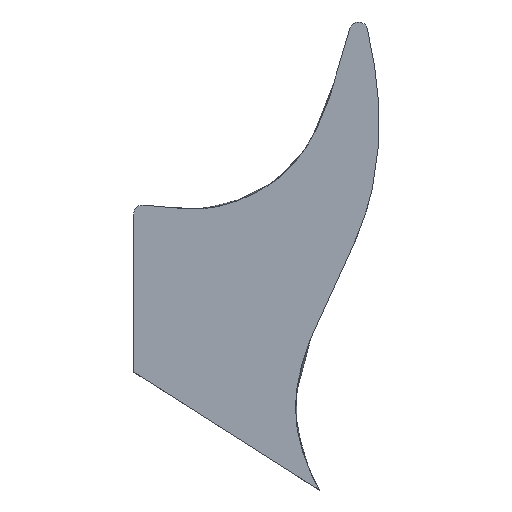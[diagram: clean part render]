
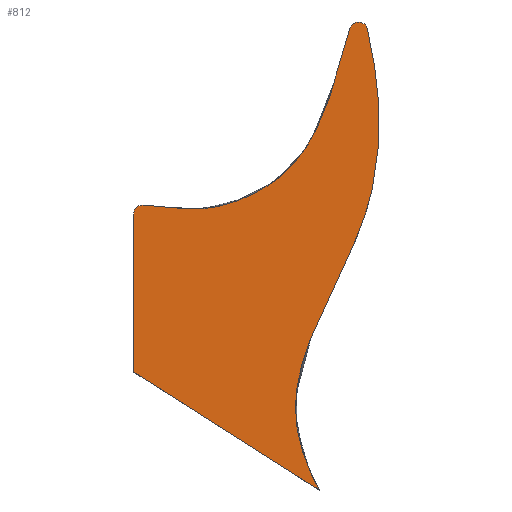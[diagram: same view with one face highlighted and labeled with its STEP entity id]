
A CAD part, top view. The second image highlights one B-rep face of the part: STEP entity #812.
In plain terms, the highlighted planar face has unit normal (0, 0, 1).
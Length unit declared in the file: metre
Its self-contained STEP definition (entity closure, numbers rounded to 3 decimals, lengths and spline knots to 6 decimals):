
#21=PLANE('',#887);
#49=CIRCLE('',#882,0.003);
#51=CIRCLE('',#885,0.003);
#89=B_SPLINE_CURVE_WITH_KNOTS('',3,(#1176,#1177,#1178,#1179,#1180,#1181,
#1182),.UNSPECIFIED.,.F.,.F.,(4,1,1,1,4),(0.,0.331899,0.593757,
0.800045,1.),.UNSPECIFIED.);
#100=B_SPLINE_CURVE_WITH_KNOTS('',3,(#1495,#1496,#1497,#1498,#1499,#1500),
 .UNSPECIFIED.,.F.,.F.,(4,1,1,4),(0.,0.422939,0.719052,
1.),.UNSPECIFIED.);
#200=ORIENTED_EDGE('',*,*,#359,.F.);
#201=ORIENTED_EDGE('',*,*,#374,.T.);
#202=ORIENTED_EDGE('',*,*,#342,.T.);
#203=ORIENTED_EDGE('',*,*,#406,.T.);
#204=ORIENTED_EDGE('',*,*,#402,.T.);
#205=ORIENTED_EDGE('',*,*,#404,.T.);
#342=EDGE_CURVE('',#453,#455,#89,.T.);
#359=EDGE_CURVE('',#471,#472,#544,.T.);
#374=EDGE_CURVE('',#471,#453,#555,.T.);
#402=EDGE_CURVE('',#503,#502,#100,.T.);
#404=EDGE_CURVE('',#502,#472,#49,.T.);
#406=EDGE_CURVE('',#455,#503,#51,.T.);
#453=VERTEX_POINT('',#1165);
#455=VERTEX_POINT('',#1175);
#471=VERTEX_POINT('',#1234);
#472=VERTEX_POINT('',#1236);
#502=VERTEX_POINT('',#1494);
#503=VERTEX_POINT('',#1501);
#544=LINE('',#1235,#600);
#555=LINE('',#1281,#611);
#600=VECTOR('',#963,1.);
#611=VECTOR('',#982,1.);
#664=EDGE_LOOP('',(#200,#201,#202,#203,#204,#205));
#738=FACE_BOUND('',#664,.T.);
#812=ADVANCED_FACE('',(#738),#21,.T.);
#882=AXIS2_PLACEMENT_3D('',#1504,#1017,#1018);
#885=AXIS2_PLACEMENT_3D('',#1507,#1023,#1024);
#887=AXIS2_PLACEMENT_3D('',#1509,#1027,#1028);
#963=DIRECTION('',(0.,1.,0.));
#982=DIRECTION('',(0.844,-0.537,0.));
#1017=DIRECTION('',(0.,0.,1.));
#1018=DIRECTION('',(1.,0.,0.));
#1023=DIRECTION('',(0.,0.,1.));
#1024=DIRECTION('',(1.,0.,0.));
#1027=DIRECTION('',(0.,0.,1.));
#1028=DIRECTION('',(-1.,0.,0.));
#1165=CARTESIAN_POINT('',(0.006844,0.061577,0.));
#1175=CARTESIAN_POINT('',(0.022941,0.215252,0.));
#1176=CARTESIAN_POINT('',(0.0615,-0.213653,0.));
#1177=CARTESIAN_POINT('',(0.090363,-0.132786,0.));
#1178=CARTESIAN_POINT('',(0.087561,-0.020987,0.));
#1179=CARTESIAN_POINT('',(-0.027172,0.079599,0.));
#1180=CARTESIAN_POINT('',(0.033701,0.152837,0.));
#1181=CARTESIAN_POINT('',(0.026612,0.204721,0.));
#1182=CARTESIAN_POINT('',(0.02,0.22587,0.));
#1234=CARTESIAN_POINT('',(-0.055,0.10092,0.));
#1235=CARTESIAN_POINT('',(-0.055,0.006724,0.));
#1236=CARTESIAN_POINT('',(-0.055,0.153507,0.));
#1281=CARTESIAN_POINT('',(0.501853,-0.253331,0.));
#1494=CARTESIAN_POINT('',(-0.051777,0.156499,0.));
#1495=CARTESIAN_POINT('',(0.02,0.22587,0.));
#1496=CARTESIAN_POINT('',(0.013249,0.201504,0.));
#1497=CARTESIAN_POINT('',(0.005882,0.167398,0.));
#1498=CARTESIAN_POINT('',(-0.031484,0.153041,0.));
#1499=CARTESIAN_POINT('',(-0.038942,0.155673,0.));
#1500=CARTESIAN_POINT('',(-0.055,0.156724,0.));
#1501=CARTESIAN_POINT('',(0.017129,0.215335,0.));
#1504=CARTESIAN_POINT('',(-0.052,0.153507,0.));
#1507=CARTESIAN_POINT('',(0.020024,0.21455,0.));
#1509=CARTESIAN_POINT('',(0.728,0.102153,0.));
